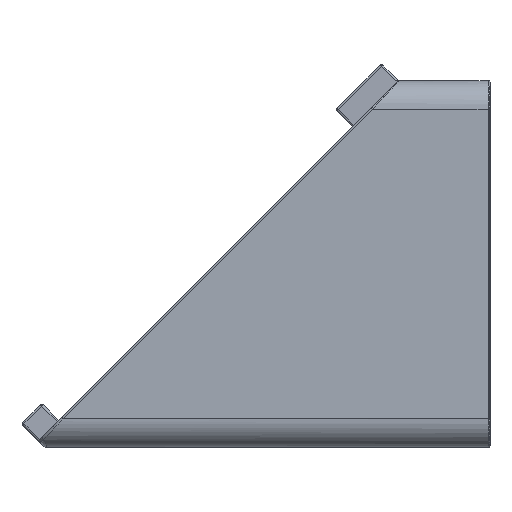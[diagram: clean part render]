
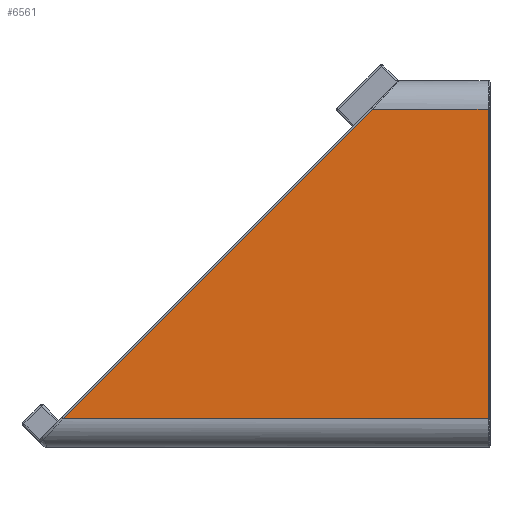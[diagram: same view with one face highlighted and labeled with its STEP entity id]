
A CAD part, left-side view. The second image highlights one B-rep face of the part: STEP entity #6561.
In plain terms, the highlighted planar face has unit normal (-1, 0, 0).
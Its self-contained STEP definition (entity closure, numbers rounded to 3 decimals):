
#122 = CARTESIAN_POINT ( 'NONE',  ( -38.1, 29.909, -1.641 ) ) ;
#261 = LINE ( 'NONE', #1161, #11965 ) ;
#424 = VERTEX_POINT ( 'NONE', #2700 ) ;
#704 = VECTOR ( 'NONE', #1917, 1000. ) ;
#1161 = CARTESIAN_POINT ( 'NONE',  ( -38.1, 47.6, -16.05 ) ) ;
#1917 = DIRECTION ( 'NONE',  ( 0., 0., -1. ) ) ;
#2355 = CARTESIAN_POINT ( 'NONE',  ( -38.1, 47.6, 16.05 ) ) ;
#2377 = DIRECTION ( 'NONE',  ( 0., -1., 0. ) ) ;
#2500 = EDGE_CURVE ( 'NONE', #424, #10173, #2985, .T. ) ;
#2700 = CARTESIAN_POINT ( 'NONE',  ( -38.1, 0.2, 16.05 ) ) ;
#2985 = LINE ( 'NONE', #6558, #704 ) ;
#3163 = ORIENTED_EDGE ( 'NONE', *, *, #2500, .F. ) ;
#5603 = ORIENTED_EDGE ( 'NONE', *, *, #6508, .F. ) ;
#5703 = PLANE ( 'NONE',  #14902 ) ;
#5771 = CARTESIAN_POINT ( 'NONE',  ( -38.1, 47.6, 16.05 ) ) ;
#6111 = DIRECTION ( 'NONE',  ( 0., -0.707, 0.707 ) ) ;
#6346 = CARTESIAN_POINT ( 'NONE',  ( -38.1, 0.2, -16.05 ) ) ;
#6508 = EDGE_CURVE ( 'NONE', #6858, #424, #12780, .T. ) ;
#6558 = CARTESIAN_POINT ( 'NONE',  ( -38.1, 0.2, 16.05 ) ) ;
#6561 = ADVANCED_FACE ( 'NONE', ( #13891 ), #5703, .F. ) ;
#6858 = VERTEX_POINT ( 'NONE', #11152 ) ;
#6873 = ORIENTED_EDGE ( 'NONE', *, *, #13640, .F. ) ;
#8783 = EDGE_CURVE ( 'NONE', #13903, #10173, #261, .T. ) ;
#9319 = VECTOR ( 'NONE', #11560, 1000. ) ;
#9524 = ORIENTED_EDGE ( 'NONE', *, *, #8783, .T. ) ;
#10173 = VERTEX_POINT ( 'NONE', #6346 ) ;
#10407 = DIRECTION ( 'NONE',  ( 0., 1., 0. ) ) ;
#10707 = VECTOR ( 'NONE', #6111, 1000. ) ;
#11152 = CARTESIAN_POINT ( 'NONE',  ( -38.1, 12.217, 16.05 ) ) ;
#11560 = DIRECTION ( 'NONE',  ( 0., -1., 0. ) ) ;
#11642 = CARTESIAN_POINT ( 'NONE',  ( -38.1, 44.317, -16.05 ) ) ;
#11664 = LINE ( 'NONE', #122, #10707 ) ;
#11965 = VECTOR ( 'NONE', #2377, 1000. ) ;
#12780 = LINE ( 'NONE', #5771, #9319 ) ;
#13640 = EDGE_CURVE ( 'NONE', #13903, #6858, #11664, .T. ) ;
#13667 = DIRECTION ( 'NONE',  ( 1., 0., 0. ) ) ;
#13683 = EDGE_LOOP ( 'NONE', ( #5603, #6873, #9524, #3163 ) ) ;
#13891 = FACE_OUTER_BOUND ( 'NONE', #13683, .T. ) ;
#13903 = VERTEX_POINT ( 'NONE', #11642 ) ;
#14902 = AXIS2_PLACEMENT_3D ( 'NONE', #2355, #13667, #10407 ) ;
